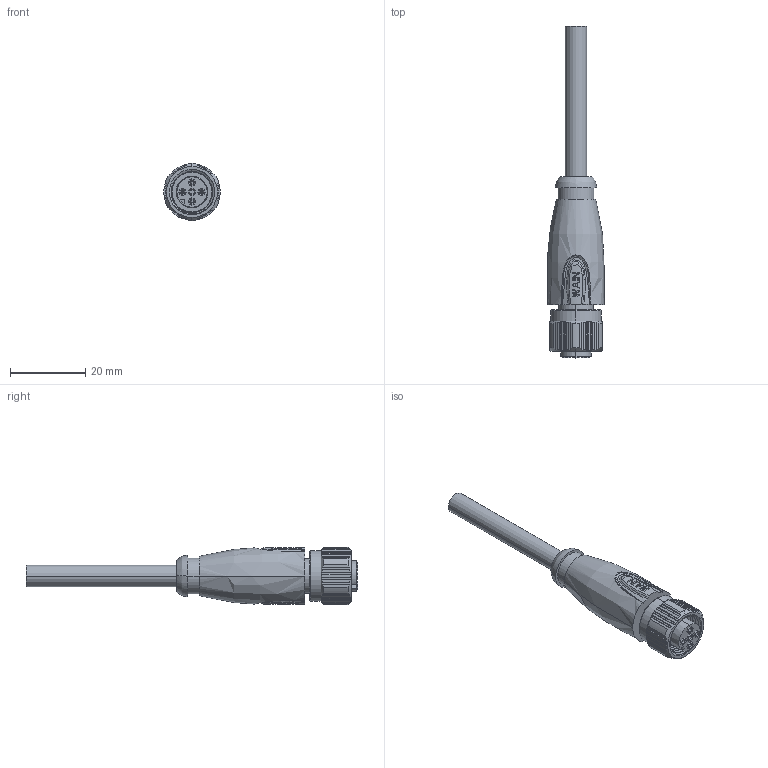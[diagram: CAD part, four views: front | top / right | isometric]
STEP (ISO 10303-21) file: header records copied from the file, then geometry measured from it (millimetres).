
FILE_DESCRIPTION((''),'2;1');
FILE_NAME('3D','2023-12-26T',('js.wu'),(''),'PRO/ENGINEER BY PARAMETRIC TECHNOLOGY CORPORATION, 2012480','PRO/ENGINEER BY PARAMETRIC TECHNOLOGY CORPORATION, 2012480','');
FILE_SCHEMA(('CONFIG_CONTROL_DESIGN'));
Length unit declared in the file: millimetre
Products named in the file (1): 3D
Bounding box: 15 x 88.2 x 15.2 mm (x, y, z)
Volume: 7278.4 mm3; surface area: 4118.7 mm2
Topology: 1 solids, 1 shells, 396 faces, 1181 edges, 805 vertices
Faces by surface type: plane 206, cylinder 128, cone 30, bspline 15, torus 13, revolution 4
Entity records: 19271 total; most frequent: CARTESIAN_POINT 9279, ORIENTED_EDGE 2346, DIRECTION 1719, EDGE_CURVE 1173, VERTEX_POINT 803, AXIS2_PLACEMENT_3D 645, B_SPLINE_CURVE_WITH_KNOTS 484, EDGE_LOOP 436
